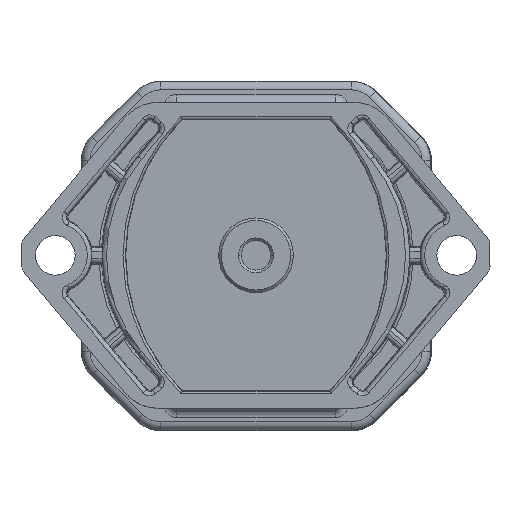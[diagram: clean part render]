
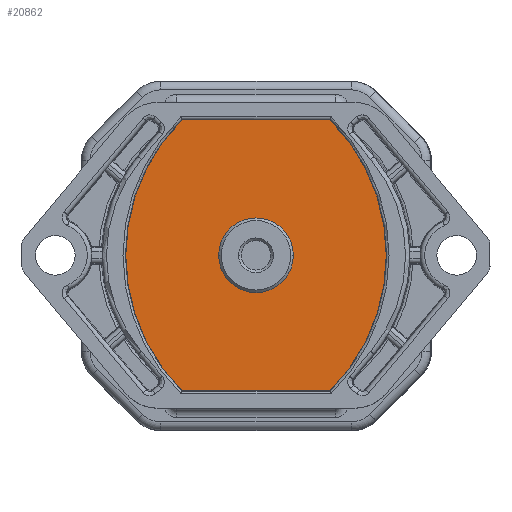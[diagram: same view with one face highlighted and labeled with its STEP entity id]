
A CAD part, top view. The second image highlights one B-rep face of the part: STEP entity #20862.
In plain terms, the highlighted planar face has unit normal (0, 0, 1).
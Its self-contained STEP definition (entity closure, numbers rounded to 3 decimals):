
#16020=DIRECTION('',(1.,0.,0.));
#16021=VECTOR('',#16020,17.);
#16022=CARTESIAN_POINT('',(-8.5,15.6,41.75));
#16023=LINE('',#16022,#16021);
#16047=DIRECTION('',(-1.,0.,0.));
#16048=VECTOR('',#16047,17.);
#16049=CARTESIAN_POINT('',(8.5,-15.6,41.75));
#16050=LINE('',#16049,#16048);
#16051=CARTESIAN_POINT('',(-7.013,0.,41.75));
#16052=DIRECTION('',(0.,0.,1.));
#16053=DIRECTION('',(0.705,-0.709,0.));
#16054=AXIS2_PLACEMENT_3D('',#16051,#16052,#16053);
#16056=CARTESIAN_POINT('',(7.013,0.,41.75));
#16057=DIRECTION('',(0.,0.,1.));
#16058=DIRECTION('',(-0.705,0.709,0.));
#16059=AXIS2_PLACEMENT_3D('',#16056,#16057,#16058);
#16061=CARTESIAN_POINT('',(0.,0.,41.75));
#16062=DIRECTION('',(0.,0.,-1.));
#16063=DIRECTION('',(-1.,0.,0.));
#16064=AXIS2_PLACEMENT_3D('',#16061,#16062,#16063);
#16066=CARTESIAN_POINT('',(0.,0.,41.75));
#16067=DIRECTION('',(0.,0.,-1.));
#16068=DIRECTION('',(1.,0.,0.));
#16069=AXIS2_PLACEMENT_3D('',#16066,#16067,#16068);
#17920=CARTESIAN_POINT('',(-4.3,0.,41.75));
#17921=VERTEX_POINT('',#17920);
#17922=CARTESIAN_POINT('',(4.3,0.,41.75));
#17923=VERTEX_POINT('',#17922);
#18180=CARTESIAN_POINT('',(-8.5,15.6,41.75));
#18181=CARTESIAN_POINT('',(8.5,15.6,41.75));
#18182=VERTEX_POINT('',#18180);
#18183=VERTEX_POINT('',#18181);
#18184=CARTESIAN_POINT('',(8.5,-15.6,41.75));
#18185=VERTEX_POINT('',#18184);
#18186=CARTESIAN_POINT('',(-8.5,-15.6,41.75));
#18187=VERTEX_POINT('',#18186);
#20845=CARTESIAN_POINT('',(0.,0.,41.75));
#20846=DIRECTION('',(0.,0.,1.));
#20847=DIRECTION('',(0.,-1.,0.));
#20848=AXIS2_PLACEMENT_3D('',#20845,#20846,#20847);
#20849=PLANE('',#20848);
#20850=ORIENTED_EDGE('',*,*,#20801,.T.);
#20851=ORIENTED_EDGE('',*,*,#20826,.F.);
#20852=ORIENTED_EDGE('',*,*,#20840,.T.);
#20853=ORIENTED_EDGE('',*,*,#20784,.F.);
#20854=EDGE_LOOP('',(#20850,#20851,#20852,#20853));
#20855=FACE_OUTER_BOUND('',#20854,.F.);
#20857=ORIENTED_EDGE('',*,*,#20856,.F.);
#20859=ORIENTED_EDGE('',*,*,#20858,.F.);
#20860=EDGE_LOOP('',(#20857,#20859));
#20861=FACE_BOUND('',#20860,.F.);
#20862=ADVANCED_FACE('',(#20855,#20861),#20849,.T.);
#16055=CIRCLE('',#16054,22.);
#16060=CIRCLE('',#16059,22.);
#16065=CIRCLE('',#16064,4.3);
#16070=CIRCLE('',#16069,4.3);
#20784=EDGE_CURVE('',#18182,#18187,#16060,.T.);
#20801=EDGE_CURVE('',#18182,#18183,#16023,.T.);
#20826=EDGE_CURVE('',#18185,#18183,#16055,.T.);
#20840=EDGE_CURVE('',#18185,#18187,#16050,.T.);
#20856=EDGE_CURVE('',#17921,#17923,#16065,.T.);
#20858=EDGE_CURVE('',#17923,#17921,#16070,.T.);
